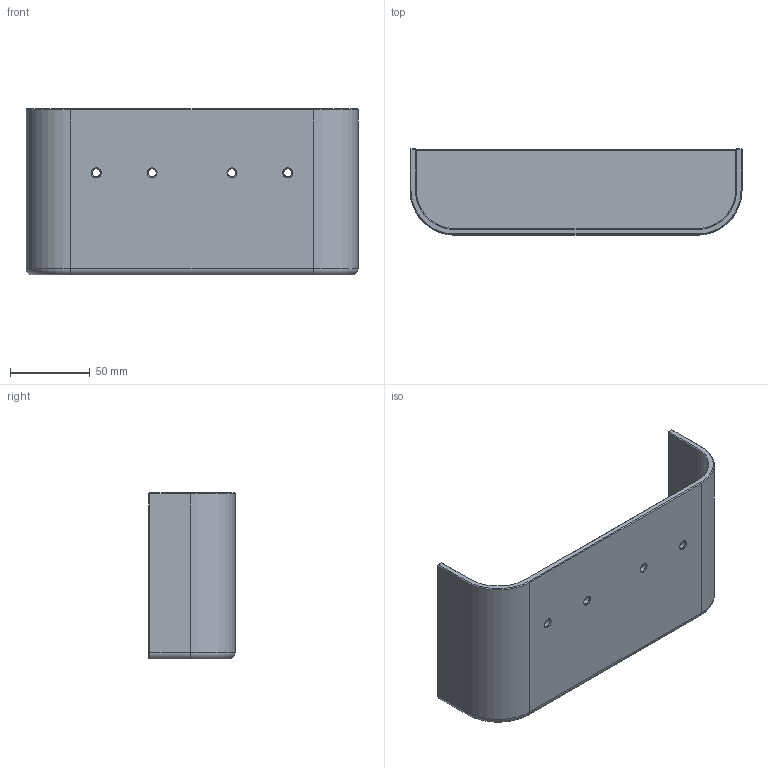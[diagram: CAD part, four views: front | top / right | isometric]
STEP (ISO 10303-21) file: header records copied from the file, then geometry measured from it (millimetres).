
FILE_DESCRIPTION(('FreeCAD Model'),'2;1');
FILE_NAME('Open CASCADE Shape Model','2023-11-13T17:25:00',(''),(''), 'Open CASCADE STEP processor 7.6','FreeCAD','Unknown');
FILE_SCHEMA(('AUTOMOTIVE_DESIGN { 1 0 10303 214 1 1 1 1 }'));
Length unit declared in the file: millimetre
Products named in the file (1): Body
Bounding box: 208 x 54 x 104 mm (x, y, z)
Volume: 156273.1 mm3; surface area: 80779.6 mm2
Topology: 1 solids, 1 shells, 55 faces, 121 edges, 68 vertices
Faces by surface type: plane 28, cone 14, cylinder 11, torus 2
Full cylindrical faces by diameter (mm): 5 x4
Entity records: 1507 total; most frequent: DIRECTION 271, CARTESIAN_POINT 245, ORIENTED_EDGE 242, EDGE_CURVE 121, AXIS2_PLACEMENT_3D 94, LINE 83, VECTOR 83, VERTEX_POINT 68
